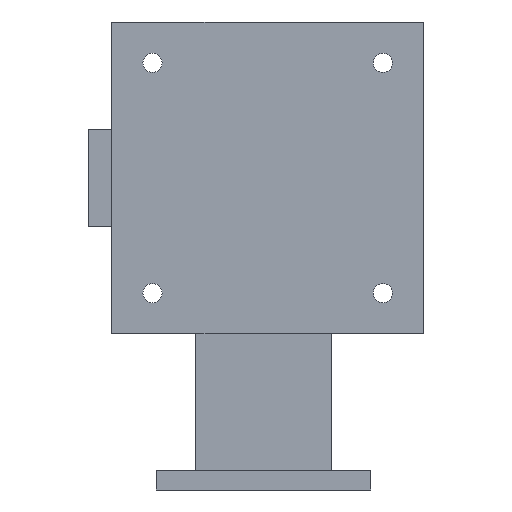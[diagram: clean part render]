
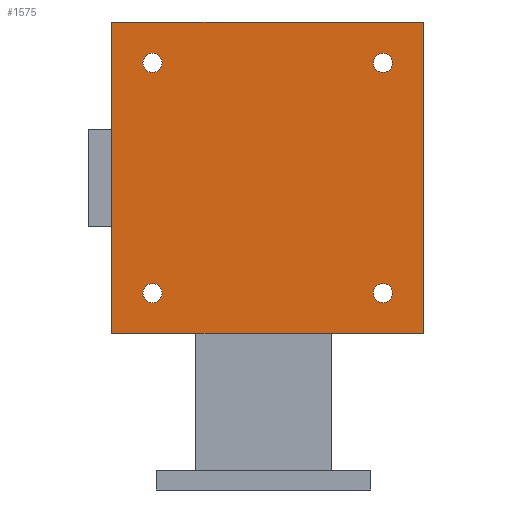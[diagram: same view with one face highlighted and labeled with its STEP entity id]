
A CAD part, left-side view. The second image highlights one B-rep face of the part: STEP entity #1575.
In plain terms, the highlighted face is planar.
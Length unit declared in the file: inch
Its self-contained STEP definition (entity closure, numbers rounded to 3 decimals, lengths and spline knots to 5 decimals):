
#97=CIRCLE('',#1815,0.04921);
#99=CIRCLE('',#1818,0.04921);
#101=CIRCLE('',#1821,0.04921);
#103=CIRCLE('',#1824,0.04921);
#180=FACE_BOUND('',#326,.T.);
#181=FACE_BOUND('',#327,.T.);
#182=FACE_BOUND('',#328,.T.);
#183=FACE_BOUND('',#329,.T.);
#229=FACE_OUTER_BOUND('',#325,.T.);
#325=EDGE_LOOP('',(#1222,#1223,#1224,#1225));
#326=EDGE_LOOP('',(#1226));
#327=EDGE_LOOP('',(#1227));
#328=EDGE_LOOP('',(#1228));
#329=EDGE_LOOP('',(#1229));
#464=LINE('',#2594,#629);
#467=LINE('',#2600,#632);
#470=LINE('',#2606,#635);
#473=LINE('',#2610,#638);
#629=VECTOR('',#2101,0.3937);
#632=VECTOR('',#2106,0.3937);
#635=VECTOR('',#2111,0.3937);
#638=VECTOR('',#2116,0.3937);
#771=VERTEX_POINT('',#2564);
#773=VERTEX_POINT('',#2570);
#775=VERTEX_POINT('',#2576);
#777=VERTEX_POINT('',#2582);
#781=VERTEX_POINT('',#2591);
#782=VERTEX_POINT('',#2593);
#784=VERTEX_POINT('',#2599);
#786=VERTEX_POINT('',#2605);
#926=EDGE_CURVE('',#771,#771,#97,.T.);
#929=EDGE_CURVE('',#773,#773,#99,.T.);
#932=EDGE_CURVE('',#775,#775,#101,.T.);
#935=EDGE_CURVE('',#777,#777,#103,.T.);
#940=EDGE_CURVE('',#782,#781,#464,.T.);
#943=EDGE_CURVE('',#784,#782,#467,.T.);
#946=EDGE_CURVE('',#786,#784,#470,.T.);
#949=EDGE_CURVE('',#781,#786,#473,.T.);
#1222=ORIENTED_EDGE('',*,*,#949,.T.);
#1223=ORIENTED_EDGE('',*,*,#946,.T.);
#1224=ORIENTED_EDGE('',*,*,#943,.T.);
#1225=ORIENTED_EDGE('',*,*,#940,.T.);
#1226=ORIENTED_EDGE('',*,*,#926,.T.);
#1227=ORIENTED_EDGE('',*,*,#929,.T.);
#1228=ORIENTED_EDGE('',*,*,#932,.T.);
#1229=ORIENTED_EDGE('',*,*,#935,.T.);
#1494=PLANE('',#1830);
#1575=ADVANCED_FACE('',(#229,#180,#181,#182,#183),#1494,.T.);
#1815=AXIS2_PLACEMENT_3D('',#2565,#2071,#2072);
#1818=AXIS2_PLACEMENT_3D('',#2571,#2078,#2079);
#1821=AXIS2_PLACEMENT_3D('',#2577,#2085,#2086);
#1824=AXIS2_PLACEMENT_3D('',#2583,#2092,#2093);
#1830=AXIS2_PLACEMENT_3D('',#2611,#2117,#2118);
#2071=DIRECTION('center_axis',(0.,0.,-1.));
#2072=DIRECTION('ref_axis',(-1.,0.,0.));
#2078=DIRECTION('center_axis',(0.,0.,-1.));
#2079=DIRECTION('ref_axis',(-1.,0.,0.));
#2085=DIRECTION('center_axis',(0.,0.,-1.));
#2086=DIRECTION('ref_axis',(-1.,0.,0.));
#2092=DIRECTION('center_axis',(0.,0.,-1.));
#2093=DIRECTION('ref_axis',(-1.,0.,0.));
#2101=DIRECTION('',(-1.,0.,0.));
#2106=DIRECTION('',(0.,1.,0.));
#2111=DIRECTION('',(1.,0.,0.));
#2116=DIRECTION('',(0.,-1.,0.));
#2117=DIRECTION('center_axis',(0.,0.,1.));
#2118=DIRECTION('ref_axis',(1.,0.,0.));
#2564=CARTESIAN_POINT('',(-0.54134,0.61055,0.1));
#2565=CARTESIAN_POINT('Origin',(-0.59055,0.61055,0.1));
#2570=CARTESIAN_POINT('',(0.63976,0.61055,0.1));
#2571=CARTESIAN_POINT('Origin',(0.59055,0.61055,0.1));
#2576=CARTESIAN_POINT('',(-0.54134,-0.57055,0.1));
#2577=CARTESIAN_POINT('Origin',(-0.59055,-0.57055,0.1));
#2582=CARTESIAN_POINT('',(0.63976,-0.57055,0.1));
#2583=CARTESIAN_POINT('Origin',(0.59055,-0.57055,0.1));
#2591=CARTESIAN_POINT('',(-0.8,0.82,0.1));
#2593=CARTESIAN_POINT('',(0.8,0.82,0.1));
#2594=CARTESIAN_POINT('',(0.8,0.82,0.1));
#2599=CARTESIAN_POINT('',(0.8,-0.78,0.1));
#2600=CARTESIAN_POINT('',(0.8,-0.78,0.1));
#2605=CARTESIAN_POINT('',(-0.8,-0.78,0.1));
#2606=CARTESIAN_POINT('',(-0.8,-0.78,0.1));
#2610=CARTESIAN_POINT('',(-0.8,0.82,0.1));
#2611=CARTESIAN_POINT('Origin',(0.,0.02,0.1));
